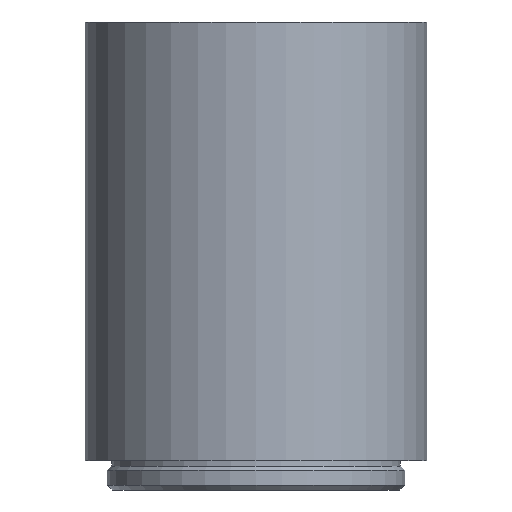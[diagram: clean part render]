
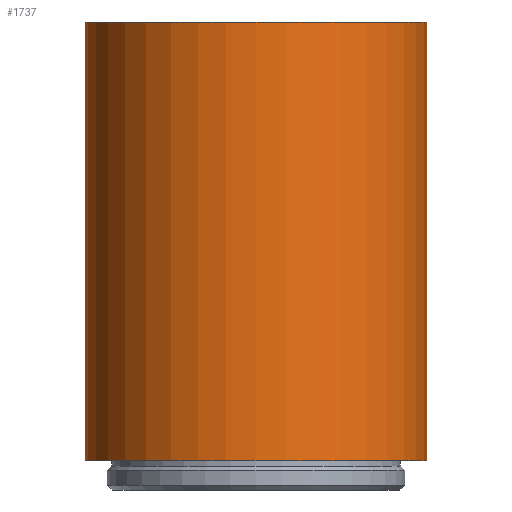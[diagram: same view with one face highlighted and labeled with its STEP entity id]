
A CAD part, front view. The second image highlights one B-rep face of the part: STEP entity #1737.
In plain terms, the highlighted cylindrical face has radius 17.5 mm (diameter 35 mm), a partial arc.
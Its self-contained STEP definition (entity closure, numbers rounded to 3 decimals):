
#188 = EDGE_LOOP ( 'NONE', ( #7770, #10929, #12862, #13860 ) ) ;
#368 = DIRECTION ( 'NONE',  ( 0., 0., -1. ) ) ;
#1737 = ADVANCED_FACE ( 'NONE', ( #2622 ), #9294, .T. ) ;
#2128 = VERTEX_POINT ( 'NONE', #16259 ) ;
#2622 = FACE_OUTER_BOUND ( 'NONE', #188, .T. ) ;
#3375 = VERTEX_POINT ( 'NONE', #8914 ) ;
#3976 = CIRCLE ( 'NONE', #18959, 17.5 ) ;
#5034 = AXIS2_PLACEMENT_3D ( 'NONE', #18640, #368, #9982 ) ;
#6466 = CARTESIAN_POINT ( 'NONE',  ( 17.5, 0., 48. ) ) ;
#7260 = VERTEX_POINT ( 'NONE', #19435 ) ;
#7520 = LINE ( 'NONE', #6466, #13731 ) ;
#7727 = AXIS2_PLACEMENT_3D ( 'NONE', #16550, #8685, #10465 ) ;
#7770 = ORIENTED_EDGE ( 'NONE', *, *, #15653, .F. ) ;
#8131 = DIRECTION ( 'NONE',  ( 0., 0., -1. ) ) ;
#8685 = DIRECTION ( 'NONE',  ( 0., 0., -1. ) ) ;
#8914 = CARTESIAN_POINT ( 'NONE',  ( 17.5, 0., 3. ) ) ;
#9227 = DIRECTION ( 'NONE',  ( 0., 0., -1. ) ) ;
#9294 = CYLINDRICAL_SURFACE ( 'NONE', #7727, 17.5 ) ;
#9982 = DIRECTION ( 'NONE',  ( -1., 0., 0. ) ) ;
#10465 = DIRECTION ( 'NONE',  ( -1., 0., 0. ) ) ;
#10640 = EDGE_CURVE ( 'NONE', #3375, #2128, #16676, .T. ) ;
#10929 = ORIENTED_EDGE ( 'NONE', *, *, #13261, .F. ) ;
#11509 = EDGE_CURVE ( 'NONE', #7260, #2128, #15235, .T. ) ;
#11646 = VECTOR ( 'NONE', #9227, 1000. ) ;
#12862 = ORIENTED_EDGE ( 'NONE', *, *, #11509, .T. ) ;
#13261 = EDGE_CURVE ( 'NONE', #7260, #19055, #3976, .T. ) ;
#13731 = VECTOR ( 'NONE', #8131, 1000. ) ;
#13860 = ORIENTED_EDGE ( 'NONE', *, *, #10640, .F. ) ;
#13892 = CARTESIAN_POINT ( 'NONE',  ( -17.5, 0., 48. ) ) ;
#15235 = LINE ( 'NONE', #13892, #11646 ) ;
#15653 = EDGE_CURVE ( 'NONE', #19055, #3375, #7520, .T. ) ;
#16259 = CARTESIAN_POINT ( 'NONE',  ( -17.5, 0., 3. ) ) ;
#16550 = CARTESIAN_POINT ( 'NONE',  ( 0., 0., 48. ) ) ;
#16676 = CIRCLE ( 'NONE', #5034, 17.5 ) ;
#17827 = DIRECTION ( 'NONE',  ( 1., 0., 0. ) ) ;
#18030 = DIRECTION ( 'NONE',  ( 0., 0., 1. ) ) ;
#18640 = CARTESIAN_POINT ( 'NONE',  ( 0., 0., 3. ) ) ;
#18959 = AXIS2_PLACEMENT_3D ( 'NONE', #19616, #18030, #17827 ) ;
#19055 = VERTEX_POINT ( 'NONE', #19076 ) ;
#19076 = CARTESIAN_POINT ( 'NONE',  ( 17.5, 0., 48. ) ) ;
#19435 = CARTESIAN_POINT ( 'NONE',  ( -17.5, 0., 48. ) ) ;
#19616 = CARTESIAN_POINT ( 'NONE',  ( 0., 0., 48. ) ) ;
